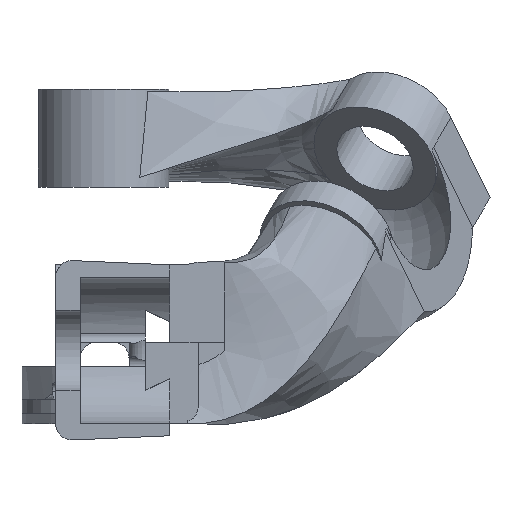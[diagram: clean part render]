
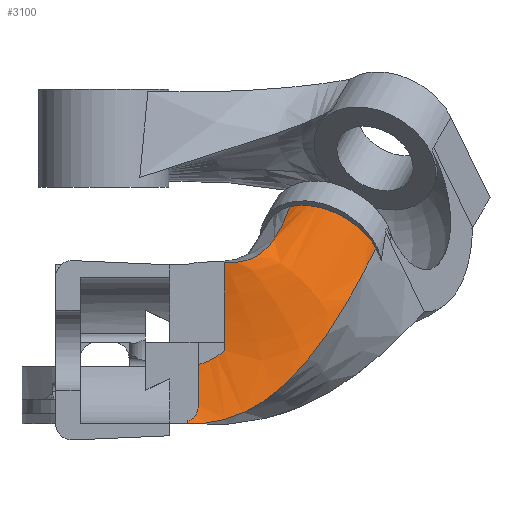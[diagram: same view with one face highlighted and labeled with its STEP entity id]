
A CAD part, left-side view. The second image highlights one B-rep face of the part: STEP entity #3100.
In plain terms, the highlighted free-form (B-spline) face has degree [3, 3] with [11, 4] control points.
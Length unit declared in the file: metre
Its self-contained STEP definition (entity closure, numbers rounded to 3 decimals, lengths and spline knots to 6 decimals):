
#39=B_SPLINE_SURFACE_WITH_KNOTS('',3,3,((#4969,#4970,#4971,#4972),(#4973,
#4974,#4975,#4976),(#4977,#4978,#4979,#4980),(#4981,#4982,#4983,#4984),
(#4985,#4986,#4987,#4988),(#4989,#4990,#4991,#4992),(#4993,#4994,#4995,
#4996),(#4997,#4998,#4999,#5000),(#5001,#5002,#5003,#5004),(#5005,#5006,
#5007,#5008),(#5009,#5010,#5011,#5012)),.UNSPECIFIED.,.F.,.F.,.F.,(4,1,
1,1,1,1,1,1,4),(4,4),(0.,0.125,0.25,0.375,0.5,0.625,0.75,0.875,1.),(0.,
0.935762),.UNSPECIFIED.);
#819=ORIENTED_EDGE('',*,*,#1756,.F.);
#820=ORIENTED_EDGE('',*,*,#1760,.T.);
#821=ORIENTED_EDGE('',*,*,#1761,.T.);
#822=ORIENTED_EDGE('',*,*,#1762,.T.);
#823=ORIENTED_EDGE('',*,*,#1763,.T.);
#824=ORIENTED_EDGE('',*,*,#1764,.T.);
#825=ORIENTED_EDGE('',*,*,#1765,.T.);
#826=ORIENTED_EDGE('',*,*,#1766,.T.);
#827=ORIENTED_EDGE('',*,*,#1767,.F.);
#1756=EDGE_CURVE('',#2221,#2222,#2482,.T.);
#1760=EDGE_CURVE('',#2221,#2171,#2486,.T.);
#1761=EDGE_CURVE('',#2171,#2225,#2487,.T.);
#1762=EDGE_CURVE('',#2225,#2226,#2488,.T.);
#1763=EDGE_CURVE('',#2226,#2227,#2489,.T.);
#1764=EDGE_CURVE('',#2227,#2228,#2490,.T.);
#1765=EDGE_CURVE('',#2228,#2229,#2491,.T.);
#1766=EDGE_CURVE('',#2229,#2230,#2492,.T.);
#1767=EDGE_CURVE('',#2222,#2230,#2493,.T.);
#2171=VERTEX_POINT('',#4488);
#2221=VERTEX_POINT('',#4946);
#2222=VERTEX_POINT('',#4951);
#2225=VERTEX_POINT('',#5021);
#2226=VERTEX_POINT('',#5026);
#2227=VERTEX_POINT('',#5031);
#2228=VERTEX_POINT('',#5036);
#2229=VERTEX_POINT('',#5041);
#2230=VERTEX_POINT('',#5046);
#2482=B_SPLINE_CURVE_WITH_KNOTS('',3,(#4947,#4948,#4949,#4950),
 .UNSPECIFIED.,.F.,.F.,(4,4),(0.,1.),.PIECEWISE_BEZIER_KNOTS.);
#2486=B_SPLINE_CURVE_WITH_KNOTS('',3,(#5013,#5014,#5015,#5016),
 .UNSPECIFIED.,.F.,.F.,(4,4),(0.,0.009775),.UNSPECIFIED.);
#2487=B_SPLINE_CURVE_WITH_KNOTS('',3,(#5017,#5018,#5019,#5020),
 .UNSPECIFIED.,.F.,.F.,(4,4),(0.009775,0.010844),
 .UNSPECIFIED.);
#2488=B_SPLINE_CURVE_WITH_KNOTS('',3,(#5022,#5023,#5024,#5025),
 .UNSPECIFIED.,.F.,.F.,(4,4),(0.,0.005254),
 .UNSPECIFIED.);
#2489=B_SPLINE_CURVE_WITH_KNOTS('',3,(#5027,#5028,#5029,#5030),
 .UNSPECIFIED.,.F.,.F.,(4,4),(0.012721,0.018206),
 .UNSPECIFIED.);
#2490=B_SPLINE_CURVE_WITH_KNOTS('',3,(#5032,#5033,#5034,#5035),
 .UNSPECIFIED.,.F.,.F.,(4,4),(0.634602,0.750598),
 .UNSPECIFIED.);
#2491=B_SPLINE_CURVE_WITH_KNOTS('',3,(#5037,#5038,#5039,#5040),
 .UNSPECIFIED.,.F.,.F.,(4,4),(0.018438,0.020315),
 .UNSPECIFIED.);
#2492=B_SPLINE_CURVE_WITH_KNOTS('',3,(#5042,#5043,#5044,#5045),
 .UNSPECIFIED.,.F.,.F.,(4,4),(0.,1.),.PIECEWISE_BEZIER_KNOTS.);
#2493=B_SPLINE_CURVE_WITH_KNOTS('',3,(#5047,#5048,#5049,#5050,#5051),
 .UNSPECIFIED.,.F.,.F.,(4,1,4),(0.,0.006511,0.013021),
 .UNSPECIFIED.);
#2583=EDGE_LOOP('',(#819,#820,#821,#822,#823,#824,#825,#826,#827));
#2803=FACE_BOUND('',#2583,.T.);
#3100=ADVANCED_FACE('',(#2803),#39,.T.);
#4488=CARTESIAN_POINT('',(0.069061,-0.011166,0.001));
#4946=CARTESIAN_POINT('',(0.068306,-0.011166,0.010705));
#4947=CARTESIAN_POINT('',(0.068,-0.006366,0.0105));
#4948=CARTESIAN_POINT('',(0.068733,-0.012279,0.011473));
#4949=CARTESIAN_POINT('',(0.066719,-0.01654,0.007977));
#4950=CARTESIAN_POINT('',(0.076609,-0.019964,0.019912));
#4951=CARTESIAN_POINT('',(0.074706,-0.019234,0.017631));
#4969=CARTESIAN_POINT('',(0.068,-0.006366,0.0105));
#4970=CARTESIAN_POINT('',(0.068686,-0.011899,0.01141));
#4971=CARTESIAN_POINT('',(0.066966,-0.015985,0.008408));
#4972=CARTESIAN_POINT('',(0.074846,-0.019294,0.017797));
#4973=CARTESIAN_POINT('',(0.068305,-0.006366,0.009696));
#4974=CARTESIAN_POINT('',(0.068813,-0.012184,0.010645));
#4975=CARTESIAN_POINT('',(0.066944,-0.01639,0.00847));
#4976=CARTESIAN_POINT('',(0.074561,-0.019744,0.017924));
#4977=CARTESIAN_POINT('',(0.068817,-0.006366,0.008065));
#4978=CARTESIAN_POINT('',(0.06902,-0.012771,0.009066));
#4979=CARTESIAN_POINT('',(0.066901,-0.017231,0.008522));
#4980=CARTESIAN_POINT('',(0.074041,-0.020694,0.018083));
#4981=CARTESIAN_POINT('',(0.069298,-0.006366,0.005571));
#4982=CARTESIAN_POINT('',(0.069195,-0.013686,0.006573));
#4983=CARTESIAN_POINT('',(0.066855,-0.018563,0.008397));
#4984=CARTESIAN_POINT('',(0.073431,-0.022223,0.018039));
#4985=CARTESIAN_POINT('',(0.069492,-0.006366,0.003053));
#4986=CARTESIAN_POINT('',(0.069243,-0.014615,0.003975));
#4987=CARTESIAN_POINT('',(0.06684,-0.019921,0.008087));
#4988=CARTESIAN_POINT('',(0.073014,-0.023792,0.017728));
#4989=CARTESIAN_POINT('',(0.069402,-0.006366,0.000538));
#4990=CARTESIAN_POINT('',(0.069172,-0.015546,0.001288));
#4991=CARTESIAN_POINT('',(0.066872,-0.021285,0.007597));
#4992=CARTESIAN_POINT('',(0.072807,-0.025369,0.017148));
#4993=CARTESIAN_POINT('',(0.06903,-0.006366,-0.001952));
#4994=CARTESIAN_POINT('',(0.068992,-0.016446,-0.00146));
#4995=CARTESIAN_POINT('',(0.066966,-0.022585,0.006959));
#4996=CARTESIAN_POINT('',(0.072835,-0.026851,0.016331));
#4997=CARTESIAN_POINT('',(0.068378,-0.006366,-0.004392));
#4998=CARTESIAN_POINT('',(0.0687,-0.017284,-0.004232));
#4999=CARTESIAN_POINT('',(0.067119,-0.023762,0.006222));
#5000=CARTESIAN_POINT('',(0.073091,-0.028148,0.015342));
#5001=CARTESIAN_POINT('',(0.067449,-0.006366,-0.006756));
#5002=CARTESIAN_POINT('',(0.068295,-0.018053,-0.007002));
#5003=CARTESIAN_POINT('',(0.067321,-0.024801,0.005416));
#5004=CARTESIAN_POINT('',(0.073558,-0.029238,0.014211));
#5005=CARTESIAN_POINT('',(0.066647,-0.006366,-0.008266));
#5006=CARTESIAN_POINT('',(0.067947,-0.018509,-0.008825));
#5007=CARTESIAN_POINT('',(0.067483,-0.025381,0.004857));
#5008=CARTESIAN_POINT('',(0.074003,-0.029795,0.013393));
#5009=CARTESIAN_POINT('',(0.0662,-0.006366,-0.009));
#5010=CARTESIAN_POINT('',(0.067753,-0.018721,-0.009727));
#5011=CARTESIAN_POINT('',(0.067569,-0.025638,0.004578));
#5012=CARTESIAN_POINT('',(0.074257,-0.030025,0.012973));
#5013=CARTESIAN_POINT('',(0.068306,-0.011166,0.010705));
#5014=CARTESIAN_POINT('',(0.068987,-0.011166,0.007512));
#5015=CARTESIAN_POINT('',(0.069279,-0.011166,0.004237));
#5016=CARTESIAN_POINT('',(0.069061,-0.011166,0.001));
#5017=CARTESIAN_POINT('',(0.069061,-0.011166,0.001));
#5018=CARTESIAN_POINT('',(0.069037,-0.011166,0.000646));
#5019=CARTESIAN_POINT('',(0.069008,-0.011166,0.000292));
#5020=CARTESIAN_POINT('',(0.068971,-0.011166,-0.000062));
#5021=CARTESIAN_POINT('',(0.068971,-0.011166,-0.000062));
#5022=CARTESIAN_POINT('',(0.068971,-0.011166,-0.000062));
#5023=CARTESIAN_POINT('',(0.068971,-0.009861,-0.001267));
#5024=CARTESIAN_POINT('',(0.068971,-0.008137,-0.001914));
#5025=CARTESIAN_POINT('',(0.068971,-0.006366,-0.002));
#5026=CARTESIAN_POINT('',(0.068971,-0.006366,-0.002));
#5027=CARTESIAN_POINT('',(0.068971,-0.006366,-0.002));
#5028=CARTESIAN_POINT('',(0.068593,-0.006366,-0.003798));
#5029=CARTESIAN_POINT('',(0.068004,-0.006366,-0.005514));
#5030=CARTESIAN_POINT('',(0.067209,-0.006366,-0.007149));
#5031=CARTESIAN_POINT('',(0.067209,-0.006366,-0.007149));
#5032=CARTESIAN_POINT('',(0.067209,-0.006366,-0.007149));
#5033=CARTESIAN_POINT('',(0.067176,-0.006366,-0.007219));
#5034=CARTESIAN_POINT('',(0.067142,-0.006366,-0.007288));
#5035=CARTESIAN_POINT('',(0.067107,-0.006366,-0.007357));
#5036=CARTESIAN_POINT('',(0.067107,-0.006366,-0.007357));
#5037=CARTESIAN_POINT('',(0.067107,-0.006366,-0.007357));
#5038=CARTESIAN_POINT('',(0.06683,-0.006366,-0.007914));
#5039=CARTESIAN_POINT('',(0.066527,-0.006366,-0.008462));
#5040=CARTESIAN_POINT('',(0.0662,-0.006366,-0.009));
#5041=CARTESIAN_POINT('',(0.0662,-0.006366,-0.009));
#5042=CARTESIAN_POINT('',(0.0662,-0.006366,-0.009));
#5043=CARTESIAN_POINT('',(0.067859,-0.019569,-0.009776));
#5044=CARTESIAN_POINT('',(0.067536,-0.026562,0.006613));
#5045=CARTESIAN_POINT('',(0.075734,-0.030894,0.014612));
#5046=CARTESIAN_POINT('',(0.073886,-0.029775,0.012493));
#5047=CARTESIAN_POINT('',(0.074706,-0.019234,0.017631));
#5048=CARTESIAN_POINT('',(0.073474,-0.021015,0.018026));
#5049=CARTESIAN_POINT('',(0.071975,-0.025384,0.017235));
#5050=CARTESIAN_POINT('',(0.072882,-0.028821,0.014203));
#5051=CARTESIAN_POINT('',(0.073886,-0.029775,0.012493));
